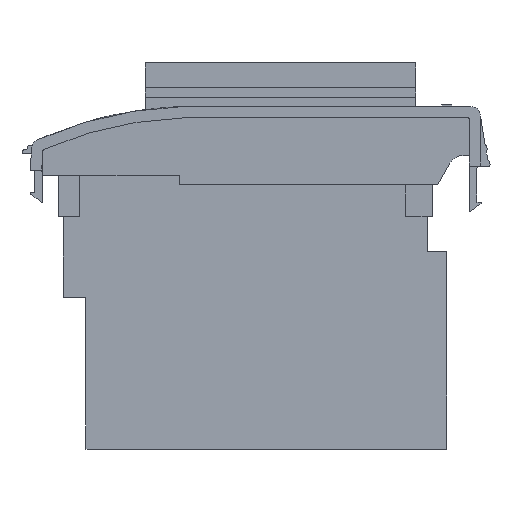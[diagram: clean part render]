
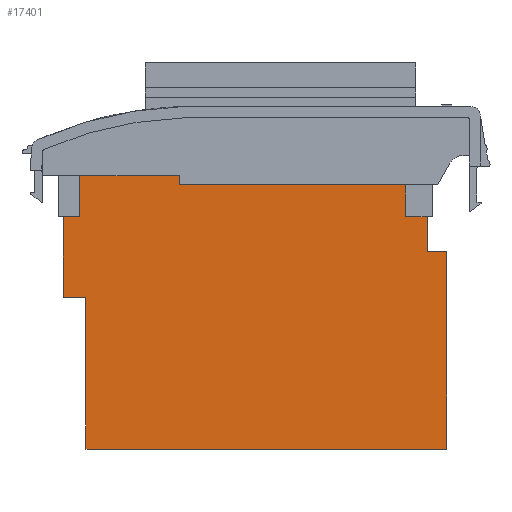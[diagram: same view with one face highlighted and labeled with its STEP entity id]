
A CAD part, left-side view. The second image highlights one B-rep face of the part: STEP entity #17401.
In plain terms, the highlighted planar face has unit normal (-1, 0, 0).
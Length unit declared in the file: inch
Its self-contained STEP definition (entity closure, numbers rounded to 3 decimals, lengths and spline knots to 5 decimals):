
#967 = CARTESIAN_POINT ( 'NONE',  ( 1.84006, 3.99348, 0.505 ) ) ;
#1114 = CARTESIAN_POINT ( 'NONE',  ( 1.84006, 1.59848, 0.235 ) ) ;
#2028 = CARTESIAN_POINT ( 'NONE',  ( 1.84006, 3.22916, 0.505 ) ) ;
#2043 = CARTESIAN_POINT ( 'NONE',  ( 1.84006, 1.73848, 0.445 ) ) ;
#2044 = DIRECTION ( 'NONE',  ( 0., -1., 0. ) ) ;
#2045 = VECTOR ( 'NONE', #2044, 39.37008 ) ;
#2046 = CARTESIAN_POINT ( 'NONE',  ( 1.84006, 1.52916, 0.445 ) ) ;
#2047 = LINE ( 'NONE', #2046, #2045 ) ;
#2048 = CARTESIAN_POINT ( 'NONE',  ( 1.84006, 3.22916, 0.445 ) ) ;
#2140 = DIRECTION ( 'NONE',  ( 0., -1., 0. ) ) ;
#2141 = VECTOR ( 'NONE', #2140, 39.37008 ) ;
#2142 = CARTESIAN_POINT ( 'NONE',  ( 1.84006, 3.22916, 0.505 ) ) ;
#2143 = LINE ( 'NONE', #2142, #2141 ) ;
#2155 = DIRECTION ( 'NONE',  ( 0., 0., -1. ) ) ;
#2156 = VECTOR ( 'NONE', #2155, 39.37008 ) ;
#2157 = CARTESIAN_POINT ( 'NONE',  ( 1.84006, 3.22916, 0.445 ) ) ;
#2158 = LINE ( 'NONE', #2157, #2156 ) ;
#3934 = DIRECTION ( 'NONE',  ( 0., 0., 1. ) ) ;
#3935 = VECTOR ( 'NONE', #3934, 39.37008 ) ;
#3936 = CARTESIAN_POINT ( 'NONE',  ( 1.84006, 3.84348, -0.295 ) ) ;
#3938 = LINE ( 'NONE', #3936, #3935 ) ;
#3984 = CARTESIAN_POINT ( 'NONE',  ( 1.84006, 3.84348, -0.295 ) ) ;
#3996 = CARTESIAN_POINT ( 'NONE',  ( 1.84006, 3.84348, -1.295 ) ) ;
#3997 = CARTESIAN_POINT ( 'NONE',  ( 1.84006, 1.46848, -1.295 ) ) ;
#3998 = DIRECTION ( 'NONE',  ( 0., 1., 0. ) ) ;
#3999 = VECTOR ( 'NONE', #3998, 39.37008 ) ;
#4000 = CARTESIAN_POINT ( 'NONE',  ( 1.84006, 1.46848, -1.295 ) ) ;
#4001 = LINE ( 'NONE', #4000, #3999 ) ;
#4002 = CARTESIAN_POINT ( 'NONE',  ( 1.84006, 3.99348, -0.295 ) ) ;
#4003 = DIRECTION ( 'NONE',  ( 0., 1., 0. ) ) ;
#4004 = VECTOR ( 'NONE', #4003, 39.37008 ) ;
#4005 = CARTESIAN_POINT ( 'NONE',  ( 1.84006, 3.99348, -0.295 ) ) ;
#4006 = LINE ( 'NONE', #4005, #4004 ) ;
#4021 = CARTESIAN_POINT ( 'NONE',  ( 1.84006, 1.46848, 0.005 ) ) ;
#4093 = CARTESIAN_POINT ( 'NONE',  ( 1.84006, 1.59848, 0.005 ) ) ;
#4094 = DIRECTION ( 'NONE',  ( 0., 0., -1. ) ) ;
#4095 = VECTOR ( 'NONE', #4094, 39.37008 ) ;
#4096 = CARTESIAN_POINT ( 'NONE',  ( 1.84006, 1.59848, 0.005 ) ) ;
#4097 = LINE ( 'NONE', #4096, #4095 ) ;
#4098 = DIRECTION ( 'NONE',  ( 0., 0., -1. ) ) ;
#4099 = VECTOR ( 'NONE', #4098, 39.37008 ) ;
#4100 = CARTESIAN_POINT ( 'NONE',  ( 1.84006, 1.46848, 0.005 ) ) ;
#4101 = LINE ( 'NONE', #4100, #4099 ) ;
#4112 = DIRECTION ( 'NONE',  ( 0., 0., 1. ) ) ;
#4113 = VECTOR ( 'NONE', #4112, 39.37008 ) ;
#4114 = CARTESIAN_POINT ( 'NONE',  ( 1.84006, 3.99348, 0.735 ) ) ;
#4115 = LINE ( 'NONE', #4114, #4113 ) ;
#4116 = DIRECTION ( 'NONE',  ( 0., -1., 0. ) ) ;
#4117 = VECTOR ( 'NONE', #4116, 39.37008 ) ;
#4118 = CARTESIAN_POINT ( 'NONE',  ( 1.84006, 1.46848, 0.005 ) ) ;
#4119 = LINE ( 'NONE', #4118, #4117 ) ;
#4165 = DIRECTION ( 'NONE',  ( 0., -1., 0. ) ) ;
#4166 = VECTOR ( 'NONE', #4165, 39.37008 ) ;
#4167 = CARTESIAN_POINT ( 'NONE',  ( 1.84006, 3.84348, 0.235 ) ) ;
#4168 = LINE ( 'NONE', #4167, #4166 ) ;
#4201 = DIRECTION ( 'NONE',  ( -1., 0., 0. ) ) ;
#4204 = CARTESIAN_POINT ( 'NONE',  ( 1.84006, 3.84348, -1.295 ) ) ;
#4207 = AXIS2_PLACEMENT_3D ( 'NONE', #4204, #4201, #4414 ) ;
#4216 = PLANE ( 'NONE',  #4207 ) ;
#4289 = FACE_OUTER_BOUND ( 'NONE', #17402, .T. ) ;
#4400 = CARTESIAN_POINT ( 'NONE',  ( 1.84006, 1.73848, 0.235 ) ) ;
#4403 = DIRECTION ( 'NONE',  ( 0., 0., 1. ) ) ;
#4405 = VECTOR ( 'NONE', #4403, 39.37008 ) ;
#4408 = CARTESIAN_POINT ( 'NONE',  ( 1.84006, 1.73848, 0.235 ) ) ;
#4409 = LINE ( 'NONE', #4408, #4405 ) ;
#4414 = DIRECTION ( 'NONE',  ( 0., 0., 1. ) ) ;
#15909 = VERTEX_POINT ( 'NONE', #967 ) ;
#15989 = VERTEX_POINT ( 'NONE', #1114 ) ;
#16478 = VERTEX_POINT ( 'NONE', #2028 ) ;
#16490 = VERTEX_POINT ( 'NONE', #2048 ) ;
#16493 = EDGE_CURVE ( 'NONE', #16490, #16494, #2047, .T. ) ;
#16494 = VERTEX_POINT ( 'NONE', #2043 ) ;
#16537 = EDGE_CURVE ( 'NONE', #16478, #16490, #2158, .T. ) ;
#16546 = EDGE_CURVE ( 'NONE', #15909, #16478, #2143, .T. ) ;
#17309 = EDGE_CURVE ( 'NONE', #17326, #17310, #3938, .T. ) ;
#17310 = VERTEX_POINT ( 'NONE', #3984 ) ;
#17320 = EDGE_CURVE ( 'NONE', #17310, #17321, #4006, .T. ) ;
#17321 = VERTEX_POINT ( 'NONE', #4002 ) ;
#17324 = EDGE_CURVE ( 'NONE', #17325, #17326, #4001, .T. ) ;
#17325 = VERTEX_POINT ( 'NONE', #3997 ) ;
#17326 = VERTEX_POINT ( 'NONE', #3996 ) ;
#17340 = VERTEX_POINT ( 'NONE', #4021 ) ;
#17350 = EDGE_CURVE ( 'NONE', #17340, #17325, #4101, .T. ) ;
#17354 = EDGE_CURVE ( 'NONE', #15989, #17355, #4097, .T. ) ;
#17355 = VERTEX_POINT ( 'NONE', #4093 ) ;
#17365 = EDGE_CURVE ( 'NONE', #17355, #17340, #4119, .T. ) ;
#17366 = EDGE_CURVE ( 'NONE', #17321, #15909, #4115, .T. ) ;
#17388 = ORIENTED_EDGE ( 'NONE', *, *, #17309, .F. ) ;
#17389 = ORIENTED_EDGE ( 'NONE', *, *, #17324, .F. ) ;
#17390 = ORIENTED_EDGE ( 'NONE', *, *, #17350, .F. ) ;
#17391 = ORIENTED_EDGE ( 'NONE', *, *, #17365, .F. ) ;
#17392 = ORIENTED_EDGE ( 'NONE', *, *, #17354, .F. ) ;
#17393 = ORIENTED_EDGE ( 'NONE', *, *, #17394, .F. ) ;
#17394 = EDGE_CURVE ( 'NONE', #17405, #15989, #4168, .T. ) ;
#17401 = ADVANCED_FACE ( 'NONE', ( #4289 ), #4216, .T. ) ;
#17402 = EDGE_LOOP ( 'NONE', ( #17403, #17406, #17407, #17408, #17409, #17410, #17388, #17389, #17390, #17391, #17392, #17393 ) ) ;
#17403 = ORIENTED_EDGE ( 'NONE', *, *, #17404, .T. ) ;
#17404 = EDGE_CURVE ( 'NONE', #17405, #16494, #4409, .T. ) ;
#17405 = VERTEX_POINT ( 'NONE', #4400 ) ;
#17406 = ORIENTED_EDGE ( 'NONE', *, *, #16493, .F. ) ;
#17407 = ORIENTED_EDGE ( 'NONE', *, *, #16537, .F. ) ;
#17408 = ORIENTED_EDGE ( 'NONE', *, *, #16546, .F. ) ;
#17409 = ORIENTED_EDGE ( 'NONE', *, *, #17366, .F. ) ;
#17410 = ORIENTED_EDGE ( 'NONE', *, *, #17320, .F. ) ;
